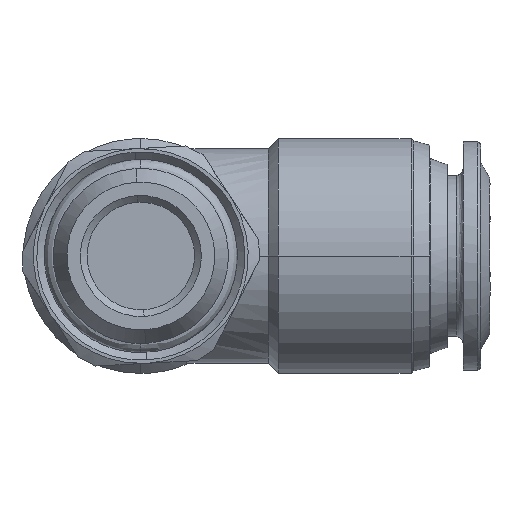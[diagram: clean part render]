
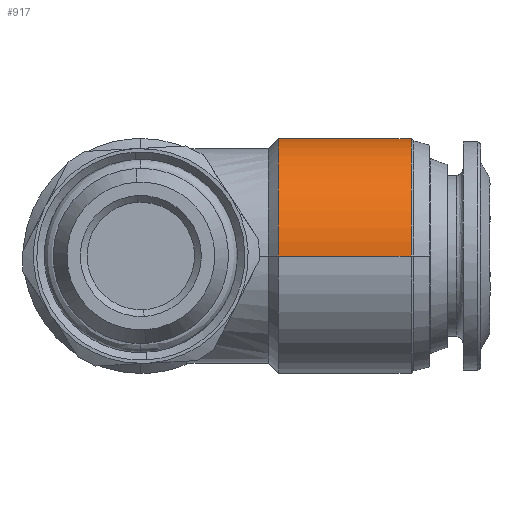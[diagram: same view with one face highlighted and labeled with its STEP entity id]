
A CAD part, left-side view. The second image highlights one B-rep face of the part: STEP entity #917.
In plain terms, the highlighted free-form (B-spline) face has degree [1, 3] with [2, 7] control points.
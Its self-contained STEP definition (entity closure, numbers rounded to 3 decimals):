
#80 = CARTESIAN_POINT ( 'NONE',  ( 5.709, -15.955, 5.126 ) ) ;
#455 = CARTESIAN_POINT ( 'NONE',  ( 2.084, -6.084, 8.75 ) ) ;
#550 = CARTESIAN_POINT ( 'NONE',  ( -11.791, -6.084, 0. ) ) ;
#703 = B_SPLINE_CURVE_WITH_KNOTS ( 'NONE', 1,
 ( #1319, #4495 ),
 .UNSPECIFIED., .F., .F.,
 ( 2, 2 ),
 ( -1., 0. ),
 .UNSPECIFIED. ) ;
#917 = ADVANCED_FACE ( 'NONE', ( #5424 ), #1356, .F. ) ;
#1105 = CARTESIAN_POINT ( 'NONE',  ( -11.791, -15.955, 5.126 ) ) ;
#1229 = CARTESIAN_POINT ( 'NONE',  ( 5.709, -6.084, 0. ) ) ;
#1263 = CARTESIAN_POINT ( 'NONE',  ( -8.167, -6.084, 8.75 ) ) ;
#1319 = CARTESIAN_POINT ( 'NONE',  ( -11.791, -15.955, 0. ) ) ;
#1356 =( BOUNDED_SURFACE ( )  B_SPLINE_SURFACE ( 1, 3, ( 
 ( #5549, #1105, #7817, #7099, #1867, #2605, #3399 ),
 ( #9368, #1922, #7917, #7129, #9398, #2674, #3431 ) ),
 .UNSPECIFIED., .F., .F., .F. ) 
 B_SPLINE_SURFACE_WITH_KNOTS ( ( 2, 2 ),
 ( 4, 3, 4 ),
 ( 0., 1. ),
 ( 0., 0.5, 1. ),
 .UNSPECIFIED. ) 
 GEOMETRIC_REPRESENTATION_ITEM ( )  RATIONAL_B_SPLINE_SURFACE ( (
 ( 1., 0.805, 0.805, 1., 0.805, 0.805, 1.),
 ( 1., 0.805, 0.805, 1., 0.805, 0.805, 1.) ) ) 
 REPRESENTATION_ITEM ( '' )  SURFACE ( )  );
#1613 = VERTEX_POINT ( 'NONE', #9171 ) ;
#1848 = VERTEX_POINT ( 'NONE', #9600 ) ;
#1867 = CARTESIAN_POINT ( 'NONE',  ( 2.084, -15.955, 8.75 ) ) ;
#1922 = CARTESIAN_POINT ( 'NONE',  ( -11.791, -6.084, 5.126 ) ) ;
#2605 = CARTESIAN_POINT ( 'NONE',  ( 5.709, -15.955, 5.126 ) ) ;
#2674 = CARTESIAN_POINT ( 'NONE',  ( 5.709, -6.084, 5.126 ) ) ;
#2886 = EDGE_CURVE ( 'NONE', #1613, #8548, #5700, .T. ) ;
#3114 = CARTESIAN_POINT ( 'NONE',  ( -11.791, -15.955, 0. ) ) ;
#3329 = EDGE_CURVE ( 'NONE', #8548, #1848, #703, .T. ) ;
#3399 = CARTESIAN_POINT ( 'NONE',  ( 5.709, -15.955, 0. ) ) ;
#3431 = CARTESIAN_POINT ( 'NONE',  ( 5.709, -6.084, 0. ) ) ;
#3799 = CARTESIAN_POINT ( 'NONE',  ( -8.167, -15.955, 8.75 ) ) ;
#4081 = EDGE_CURVE ( 'NONE', #9066, #1613, #6448, .T. ) ;
#4495 = CARTESIAN_POINT ( 'NONE',  ( -11.791, -6.084, 0. ) ) ;
#4587 = CARTESIAN_POINT ( 'NONE',  ( -3.041, -15.955, 8.75 ) ) ;
#4681 = ORIENTED_EDGE ( 'NONE', *, *, #3329, .F. ) ;
#5290 = CARTESIAN_POINT ( 'NONE',  ( 5.709, -15.955, 0. ) ) ;
#5323 = CARTESIAN_POINT ( 'NONE',  ( -11.791, -15.955, 0. ) ) ;
#5424 = FACE_OUTER_BOUND ( 'NONE', #9179, .T. ) ;
#5549 = CARTESIAN_POINT ( 'NONE',  ( -11.791, -15.955, 0. ) ) ;
#5675 = ORIENTED_EDGE ( 'NONE', *, *, #5873, .T. ) ;
#5700 =( BOUNDED_CURVE ( )  B_SPLINE_CURVE ( 3, ( #8313, #80, #6009, #4587, #3799, #5976, #3114 ),
 .UNSPECIFIED., .F., .F. ) 
 B_SPLINE_CURVE_WITH_KNOTS ( ( 4, 3, 4 ),
 ( -3.142, -1.571, 0. ),
 .UNSPECIFIED. ) 
 CURVE ( )  GEOMETRIC_REPRESENTATION_ITEM ( )  RATIONAL_B_SPLINE_CURVE ( ( 1., 0.805, 0.805, 1., 0.805, 0.805, 1. ) ) 
 REPRESENTATION_ITEM ( '' )  );
#5711 = CARTESIAN_POINT ( 'NONE',  ( 5.709, -6.084, 5.126 ) ) ;
#5873 = EDGE_CURVE ( 'NONE', #9066, #1848, #6128, .T. ) ;
#5976 = CARTESIAN_POINT ( 'NONE',  ( -11.791, -15.955, 5.126 ) ) ;
#6009 = CARTESIAN_POINT ( 'NONE',  ( 2.084, -15.955, 8.75 ) ) ;
#6054 = CARTESIAN_POINT ( 'NONE',  ( 5.709, -6.084, 0. ) ) ;
#6128 =( BOUNDED_CURVE ( )  B_SPLINE_CURVE ( 3, ( #1229, #5711, #455, #9423, #1263, #6473, #550 ),
 .UNSPECIFIED., .F., .F. ) 
 B_SPLINE_CURVE_WITH_KNOTS ( ( 4, 3, 4 ),
 ( -3.142, -1.571, 0. ),
 .UNSPECIFIED. ) 
 CURVE ( )  GEOMETRIC_REPRESENTATION_ITEM ( )  RATIONAL_B_SPLINE_CURVE ( ( 1., 0.805, 0.805, 1., 0.805, 0.805, 1. ) ) 
 REPRESENTATION_ITEM ( '' )  );
#6448 = B_SPLINE_CURVE_WITH_KNOTS ( 'NONE', 1,
 ( #6054, #5290 ),
 .UNSPECIFIED., .F., .F.,
 ( 2, 2 ),
 ( -1., 0. ),
 .UNSPECIFIED. ) ;
#6473 = CARTESIAN_POINT ( 'NONE',  ( -11.791, -6.084, 5.126 ) ) ;
#6853 = CARTESIAN_POINT ( 'NONE',  ( 5.709, -6.084, 0. ) ) ;
#7099 = CARTESIAN_POINT ( 'NONE',  ( -3.041, -15.955, 8.75 ) ) ;
#7129 = CARTESIAN_POINT ( 'NONE',  ( -3.041, -6.084, 8.75 ) ) ;
#7340 = ORIENTED_EDGE ( 'NONE', *, *, #2886, .F. ) ;
#7543 = ORIENTED_EDGE ( 'NONE', *, *, #4081, .F. ) ;
#7817 = CARTESIAN_POINT ( 'NONE',  ( -8.167, -15.955, 8.75 ) ) ;
#7917 = CARTESIAN_POINT ( 'NONE',  ( -8.167, -6.084, 8.75 ) ) ;
#8313 = CARTESIAN_POINT ( 'NONE',  ( 5.709, -15.955, 0. ) ) ;
#8548 = VERTEX_POINT ( 'NONE', #5323 ) ;
#9066 = VERTEX_POINT ( 'NONE', #6853 ) ;
#9171 = CARTESIAN_POINT ( 'NONE',  ( 5.709, -15.955, 0. ) ) ;
#9179 = EDGE_LOOP ( 'NONE', ( #7543, #5675, #4681, #7340 ) ) ;
#9368 = CARTESIAN_POINT ( 'NONE',  ( -11.791, -6.084, 0. ) ) ;
#9398 = CARTESIAN_POINT ( 'NONE',  ( 2.084, -6.084, 8.75 ) ) ;
#9423 = CARTESIAN_POINT ( 'NONE',  ( -3.041, -6.084, 8.75 ) ) ;
#9600 = CARTESIAN_POINT ( 'NONE',  ( -11.791, -6.084, 0. ) ) ;
